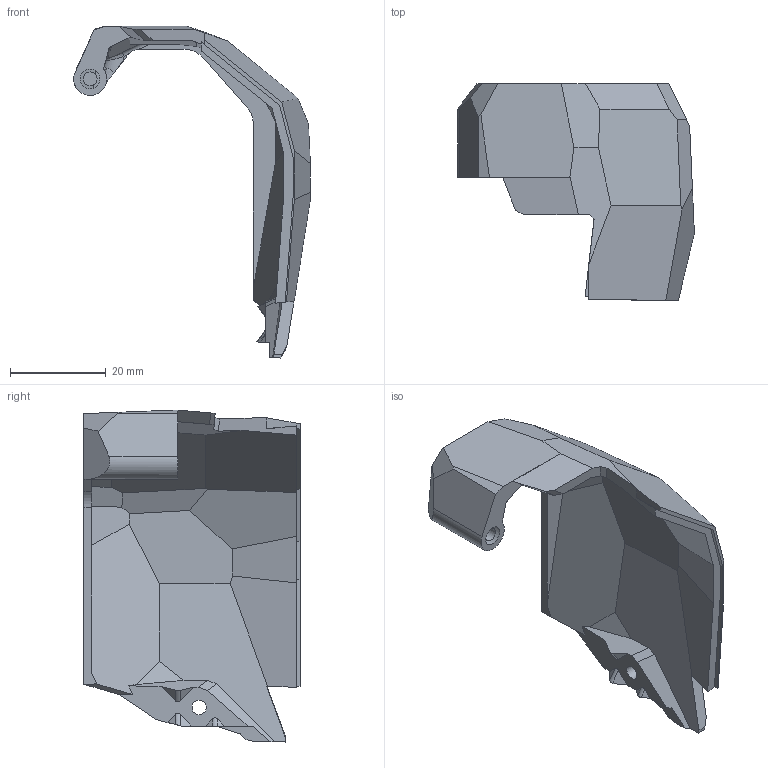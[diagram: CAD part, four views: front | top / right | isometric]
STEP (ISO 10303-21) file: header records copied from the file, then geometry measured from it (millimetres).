
FILE_DESCRIPTION(/* description */ (''),/* implementation_level */ '2;1');
FILE_NAME(/* name */ 'cable_door_EBB_SB.step',/* time_stamp */ '2023-07-13T12:31:57+02:00',/* author */ (''),/* organization */ (''),/* preprocessor_version */ 'ST-DEVELOPER v19.2',/* originating_system */ 'Autodesk Translation Framework v12.6.0.85',/* authorisation */ '');
FILE_SCHEMA (('AUTOMOTIVE_DESIGN { 1 0 10303 214 3 1 1 }'));
Length unit declared in the file: millimetre
Products named in the file (1): cable_cover
Bounding box: 49.47 x 45.2 x 69.38 mm (x, y, z)
Volume: 10723 mm3; surface area: 9343 mm2
Topology: 1 solids, 1 shells, 109 faces, 312 edges, 206 vertices
Faces by surface type: plane 93, cylinder 13, bspline 2, cone 1
Full cylindrical faces by diameter (mm): 2.9 x1, 3 x1
Entity records: 3781 total; most frequent: CARTESIAN_POINT 871, ORIENTED_EDGE 624, DIRECTION 554, EDGE_CURVE 312, LINE 278, VECTOR 278, VERTEX_POINT 206, AXIS2_PLACEMENT_3D 138
